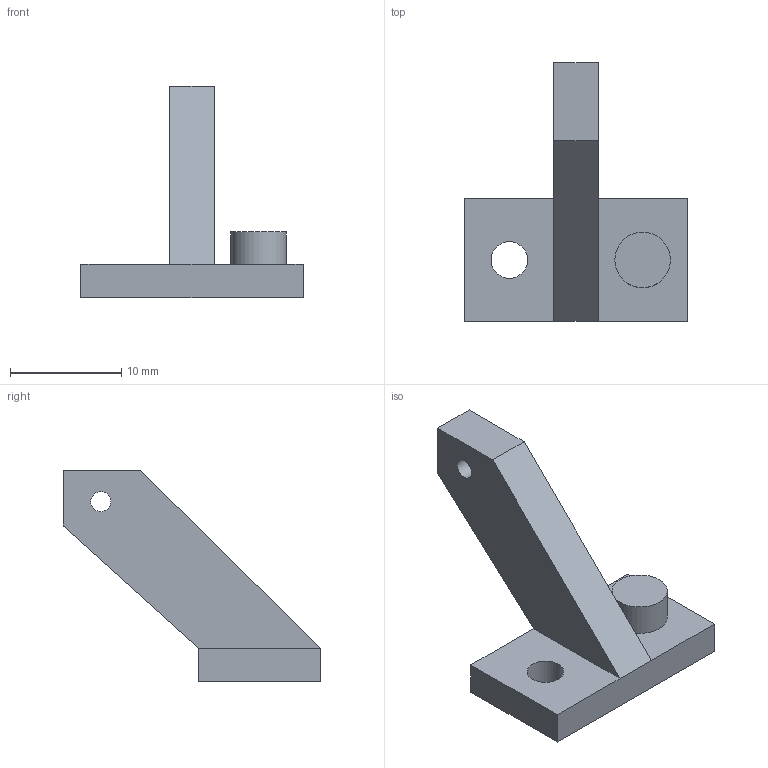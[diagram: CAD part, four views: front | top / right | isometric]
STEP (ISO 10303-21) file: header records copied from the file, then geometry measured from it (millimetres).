
FILE_DESCRIPTION(/* description */ (''),/* implementation_level */ '2;1');
FILE_NAME(/* name */ 'anemometer mount v1.step',/* time_stamp */ '2025-05-28T08:31:23-04:00',/* author */ (''),/* organization */ (''),/* preprocessor_version */ 'ST-DEVELOPER v20.1',/* originating_system */ 'Autodesk Translation Framework v14.4.0.0',/* authorisation */ '');
FILE_SCHEMA (('AUTOMOTIVE_DESIGN { 1 0 10303 214 3 1 1 }'));
Length unit declared in the file: millimetre
Products named in the file (1): anemometer mount
Bounding box: 20 x 23.22 x 19 mm (x, y, z)
Volume: 1353.6 mm3; surface area: 1266.3 mm2
Topology: 2 solids, 2 shells, 19 faces, 41 edges, 26 vertices
Faces by surface type: plane 15, cylinder 4
Full cylindrical faces by diameter (mm): 1.8 x1, 3.3 x2, 5 x1
Entity records: 555 total; most frequent: DIRECTION 89, CARTESIAN_POINT 87, ORIENTED_EDGE 82, EDGE_CURVE 41, LINE 33, VECTOR 33, AXIS2_PLACEMENT_3D 28, VERTEX_POINT 26
